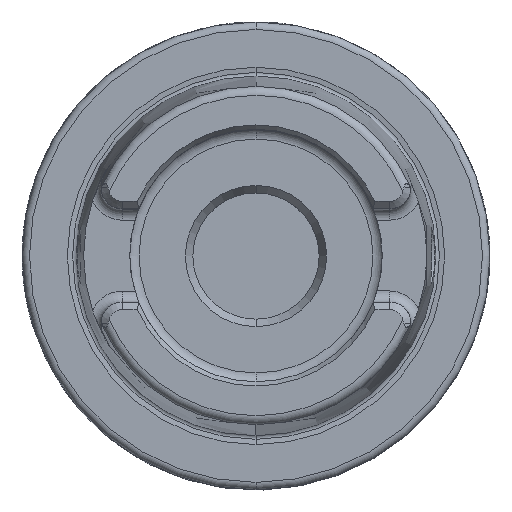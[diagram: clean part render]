
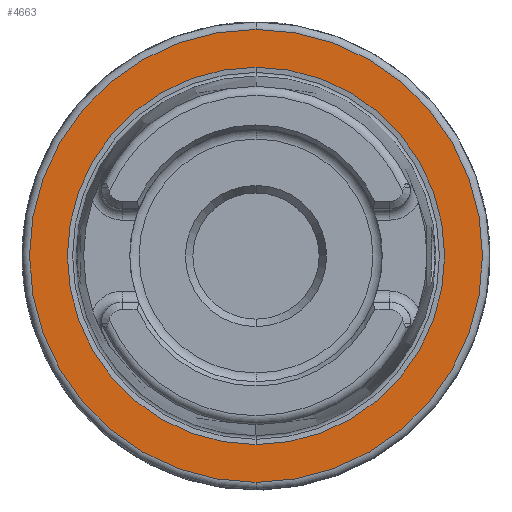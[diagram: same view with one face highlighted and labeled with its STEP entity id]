
A CAD part, top view. The second image highlights one B-rep face of the part: STEP entity #4663.
In plain terms, the highlighted planar face has unit normal (0, 0, 1).
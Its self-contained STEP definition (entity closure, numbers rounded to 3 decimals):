
#1264=CARTESIAN_POINT('',(0,0,26));
#1265=DIRECTION('',(0,0,-1));
#1266=DIRECTION('',(0,1,0));
#1267=AXIS2_PLACEMENT_3D('',#1264,#1265,#1266);
#1277=CARTESIAN_POINT('',(0,0,26));
#1278=DIRECTION('',(0,0,1));
#1279=DIRECTION('',(0,1,0));
#1280=AXIS2_PLACEMENT_3D('',#1277,#1278,#1279);
#1282=CARTESIAN_POINT('',(0,0,26));
#1283=DIRECTION('',(0,0,1));
#1284=DIRECTION('',(0,1,0));
#1285=AXIS2_PLACEMENT_3D('',#1282,#1283,#1284);
#1287=CARTESIAN_POINT('',(0,0,26));
#1288=DIRECTION('',(0,0,1));
#1289=DIRECTION('',(0,-1,0));
#1290=AXIS2_PLACEMENT_3D('',#1287,#1288,#1289);
#2874=CARTESIAN_POINT('',(0,25.409,26));
#2876=VERTEX_POINT('',#2874);
#2910=CARTESIAN_POINT('',(0,-25.409,26));
#2912=VERTEX_POINT('',#2910);
#2976=CARTESIAN_POINT('',(0,30.5,26));
#2977=CARTESIAN_POINT('',(0,-30.5,26));
#2978=VERTEX_POINT('',#2976);
#2979=VERTEX_POINT('',#2977);
#4648=CARTESIAN_POINT('',(0,0,26));
#4649=DIRECTION('',(0,0,-1));
#4650=DIRECTION('',(0,-1,0));
#4651=AXIS2_PLACEMENT_3D('',#4648,#4649,#4650);
#4652=PLANE('',#4651);
#4654=ORIENTED_EDGE('',*,*,#4653,.F.);
#4656=ORIENTED_EDGE('',*,*,#4655,.F.);
#4657=EDGE_LOOP('',(#4654,#4656));
#4658=FACE_OUTER_BOUND('',#4657,.F.);
#4659=ORIENTED_EDGE('',*,*,#4643,.T.);
#4660=ORIENTED_EDGE('',*,*,#4627,.F.);
#4661=EDGE_LOOP('',(#4659,#4660));
#4662=FACE_BOUND('',#4661,.F.);
#4663=ADVANCED_FACE('',(#4658,#4662),#4652,.F.);
#1268=CIRCLE('',#1267,25.409);
#1281=CIRCLE('',#1280,25.409);
#1286=CIRCLE('',#1285,30.5);
#1291=CIRCLE('',#1290,30.5);
#4627=EDGE_CURVE('',#2876,#2912,#1268,.T.);
#4643=EDGE_CURVE('',#2876,#2912,#1281,.T.);
#4653=EDGE_CURVE('',#2978,#2979,#1286,.T.);
#4655=EDGE_CURVE('',#2979,#2978,#1291,.T.);
